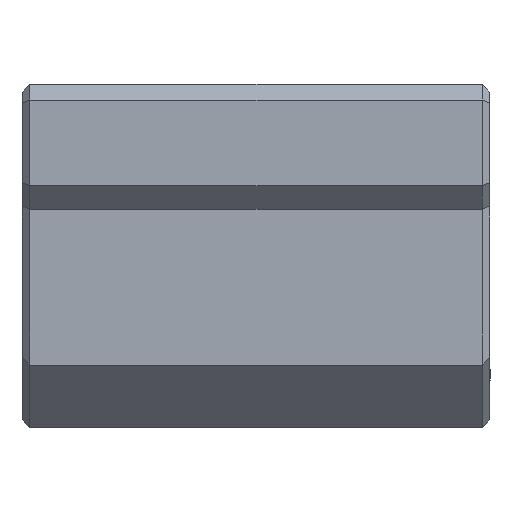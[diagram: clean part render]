
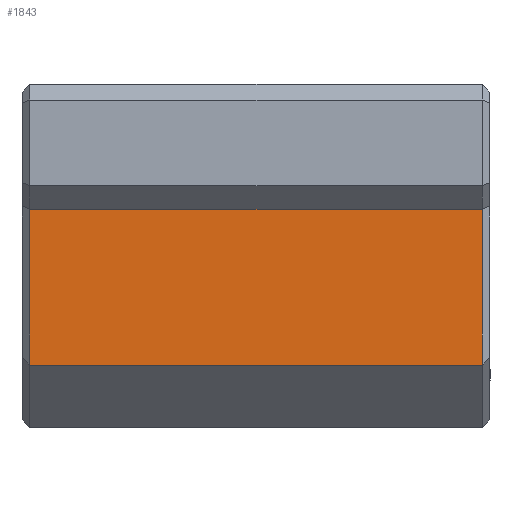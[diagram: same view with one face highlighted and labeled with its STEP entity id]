
A CAD part, left-side view. The second image highlights one B-rep face of the part: STEP entity #1843.
In plain terms, the highlighted planar face has unit normal (-1, 0, 0).
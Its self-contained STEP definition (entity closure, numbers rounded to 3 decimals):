
#159 = PLANE('',#160);
#160 = AXIS2_PLACEMENT_3D('',#161,#162,#163);
#161 = CARTESIAN_POINT('',(-15.5,15.,-7.));
#162 = DIRECTION('',(0.,0.,1.));
#163 = DIRECTION('',(1.,0.,0.));
#465 = EDGE_CURVE('',#466,#468,#470,.T.);
#466 = VERTEX_POINT('',#467);
#467 = CARTESIAN_POINT('',(-15.5,14.5,-7.));
#468 = VERTEX_POINT('',#469);
#469 = CARTESIAN_POINT('',(-15.5,-14.5,-7.));
#470 = SURFACE_CURVE('',#471,(#475,#482),.PCURVE_S1.);
#471 = LINE('',#472,#473);
#472 = CARTESIAN_POINT('',(-15.5,15.,-7.));
#473 = VECTOR('',#474,1.);
#474 = DIRECTION('',(0.,-1.,0.));
#475 = PCURVE('',#159,#476);
#476 = DEFINITIONAL_REPRESENTATION('',(#477),#481);
#477 = LINE('',#478,#479);
#478 = CARTESIAN_POINT('',(0.,0.));
#479 = VECTOR('',#480,1.);
#480 = DIRECTION('',(0.,-1.));
#481 = ( GEOMETRIC_REPRESENTATION_CONTEXT(2) 
PARAMETRIC_REPRESENTATION_CONTEXT() REPRESENTATION_CONTEXT('2D SPACE',''
  ) );
#482 = PCURVE('',#483,#488);
#483 = PLANE('',#484);
#484 = AXIS2_PLACEMENT_3D('',#485,#486,#487);
#485 = CARTESIAN_POINT('',(-15.5,15.,3.));
#486 = DIRECTION('',(1.,0.,0.));
#487 = DIRECTION('',(0.,0.,-1.));
#488 = DEFINITIONAL_REPRESENTATION('',(#489),#493);
#489 = LINE('',#490,#491);
#490 = CARTESIAN_POINT('',(10.,0.));
#491 = VECTOR('',#492,1.);
#492 = DIRECTION('',(0.,-1.));
#493 = ( GEOMETRIC_REPRESENTATION_CONTEXT(2) 
PARAMETRIC_REPRESENTATION_CONTEXT() REPRESENTATION_CONTEXT('2D SPACE',''
  ) );
#1115 = PLANE('',#1116);
#1116 = AXIS2_PLACEMENT_3D('',#1117,#1118,#1119);
#1117 = CARTESIAN_POINT('',(-15.25,14.75,3.));
#1118 = DIRECTION('',(-0.707,0.707,0.));
#1119 = DIRECTION('',(0.,0.,-1.));
#1614 = PLANE('',#1615);
#1615 = AXIS2_PLACEMENT_3D('',#1616,#1617,#1618);
#1616 = CARTESIAN_POINT('',(-15.25,-14.75,3.));
#1617 = DIRECTION('',(0.707,0.707,0.));
#1618 = DIRECTION('',(0.,0.,-1.));
#1843 = ADVANCED_FACE('',(#1844),#483,.F.);
#1844 = FACE_BOUND('',#1845,.F.);
#1845 = EDGE_LOOP('',(#1846,#1876,#1897,#1898));
#1846 = ORIENTED_EDGE('',*,*,#1847,.T.);
#1847 = EDGE_CURVE('',#1848,#1850,#1852,.T.);
#1848 = VERTEX_POINT('',#1849);
#1849 = CARTESIAN_POINT('',(-15.5,14.5,3.));
#1850 = VERTEX_POINT('',#1851);
#1851 = CARTESIAN_POINT('',(-15.5,-14.5,3.));
#1852 = SURFACE_CURVE('',#1853,(#1857,#1864),.PCURVE_S1.);
#1853 = LINE('',#1854,#1855);
#1854 = CARTESIAN_POINT('',(-15.5,15.,3.));
#1855 = VECTOR('',#1856,1.);
#1856 = DIRECTION('',(0.,-1.,0.));
#1857 = PCURVE('',#483,#1858);
#1858 = DEFINITIONAL_REPRESENTATION('',(#1859),#1863);
#1859 = LINE('',#1860,#1861);
#1860 = CARTESIAN_POINT('',(0.,0.));
#1861 = VECTOR('',#1862,1.);
#1862 = DIRECTION('',(0.,-1.));
#1863 = ( GEOMETRIC_REPRESENTATION_CONTEXT(2) 
PARAMETRIC_REPRESENTATION_CONTEXT() REPRESENTATION_CONTEXT('2D SPACE',''
  ) );
#1864 = PCURVE('',#1865,#1870);
#1865 = PLANE('',#1866);
#1866 = AXIS2_PLACEMENT_3D('',#1867,#1868,#1869);
#1867 = CARTESIAN_POINT('',(-17.,15.,4.5));
#1868 = DIRECTION('',(0.707,0.,0.707));
#1869 = DIRECTION('',(0.707,0.,-0.707));
#1870 = DEFINITIONAL_REPRESENTATION('',(#1871),#1875);
#1871 = LINE('',#1872,#1873);
#1872 = CARTESIAN_POINT('',(2.121,0.));
#1873 = VECTOR('',#1874,1.);
#1874 = DIRECTION('',(0.,-1.));
#1875 = ( GEOMETRIC_REPRESENTATION_CONTEXT(2) 
PARAMETRIC_REPRESENTATION_CONTEXT() REPRESENTATION_CONTEXT('2D SPACE',''
  ) );
#1876 = ORIENTED_EDGE('',*,*,#1877,.T.);
#1877 = EDGE_CURVE('',#1850,#468,#1878,.T.);
#1878 = SURFACE_CURVE('',#1879,(#1883,#1890),.PCURVE_S1.);
#1879 = LINE('',#1880,#1881);
#1880 = CARTESIAN_POINT('',(-15.5,-14.5,3.));
#1881 = VECTOR('',#1882,1.);
#1882 = DIRECTION('',(0.,0.,-1.));
#1883 = PCURVE('',#483,#1884);
#1884 = DEFINITIONAL_REPRESENTATION('',(#1885),#1889);
#1885 = LINE('',#1886,#1887);
#1886 = CARTESIAN_POINT('',(0.,-29.5));
#1887 = VECTOR('',#1888,1.);
#1888 = DIRECTION('',(1.,0.));
#1889 = ( GEOMETRIC_REPRESENTATION_CONTEXT(2) 
PARAMETRIC_REPRESENTATION_CONTEXT() REPRESENTATION_CONTEXT('2D SPACE',''
  ) );
#1890 = PCURVE('',#1614,#1891);
#1891 = DEFINITIONAL_REPRESENTATION('',(#1892),#1896);
#1892 = LINE('',#1893,#1894);
#1893 = CARTESIAN_POINT('',(0.,0.354));
#1894 = VECTOR('',#1895,1.);
#1895 = DIRECTION('',(1.,0.));
#1896 = ( GEOMETRIC_REPRESENTATION_CONTEXT(2) 
PARAMETRIC_REPRESENTATION_CONTEXT() REPRESENTATION_CONTEXT('2D SPACE',''
  ) );
#1897 = ORIENTED_EDGE('',*,*,#465,.F.);
#1898 = ORIENTED_EDGE('',*,*,#1899,.F.);
#1899 = EDGE_CURVE('',#1848,#466,#1900,.T.);
#1900 = SURFACE_CURVE('',#1901,(#1905,#1912),.PCURVE_S1.);
#1901 = LINE('',#1902,#1903);
#1902 = CARTESIAN_POINT('',(-15.5,14.5,3.));
#1903 = VECTOR('',#1904,1.);
#1904 = DIRECTION('',(0.,0.,-1.));
#1905 = PCURVE('',#483,#1906);
#1906 = DEFINITIONAL_REPRESENTATION('',(#1907),#1911);
#1907 = LINE('',#1908,#1909);
#1908 = CARTESIAN_POINT('',(0.,-0.5));
#1909 = VECTOR('',#1910,1.);
#1910 = DIRECTION('',(1.,0.));
#1911 = ( GEOMETRIC_REPRESENTATION_CONTEXT(2) 
PARAMETRIC_REPRESENTATION_CONTEXT() REPRESENTATION_CONTEXT('2D SPACE',''
  ) );
#1912 = PCURVE('',#1115,#1913);
#1913 = DEFINITIONAL_REPRESENTATION('',(#1914),#1918);
#1914 = LINE('',#1915,#1916);
#1915 = CARTESIAN_POINT('',(0.,0.354));
#1916 = VECTOR('',#1917,1.);
#1917 = DIRECTION('',(1.,0.));
#1918 = ( GEOMETRIC_REPRESENTATION_CONTEXT(2) 
PARAMETRIC_REPRESENTATION_CONTEXT() REPRESENTATION_CONTEXT('2D SPACE',''
  ) );
